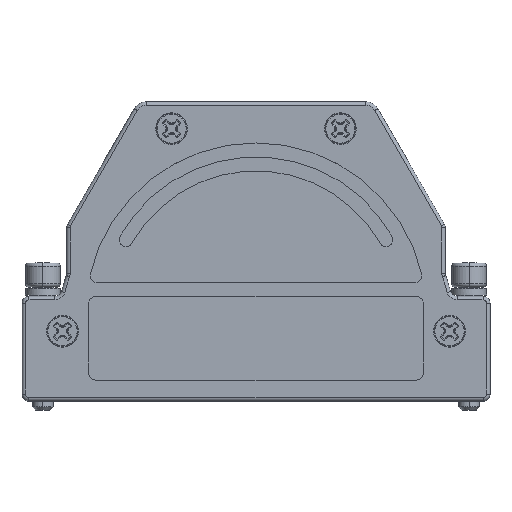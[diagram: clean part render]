
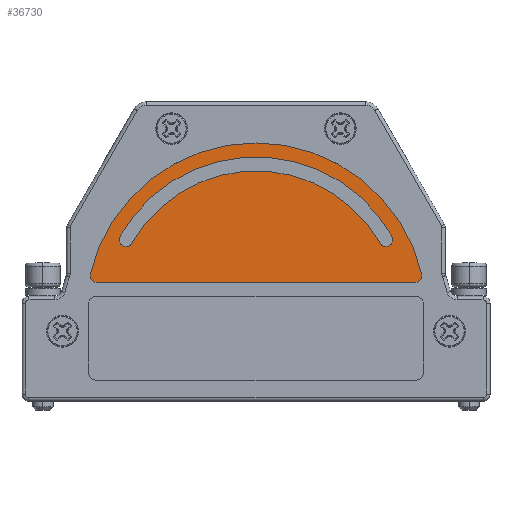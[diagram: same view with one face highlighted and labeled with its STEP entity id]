
A CAD part, top view. The second image highlights one B-rep face of the part: STEP entity #36730.
In plain terms, the highlighted planar face has unit normal (0, 0, 1).
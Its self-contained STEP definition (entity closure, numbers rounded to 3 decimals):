
#35750=CARTESIAN_POINT('',(33.55,21.2,1.4));
#35760=DIRECTION('',(0.,0.,1.));
#35770=DIRECTION('',(1.,0.,0.));
#35780=AXIS2_PLACEMENT_3D('',#35750,#35760,#35770);
#35790=PLANE('',#35780);
#35800=CARTESIAN_POINT('',(33.55,12.6,1.4));
#35810=DIRECTION('',(0.,0.,-1.));
#35820=DIRECTION('',(1.,0.,0.));
#35830=AXIS2_PLACEMENT_3D('',#35800,#35810,#35820);
#35840=CIRCLE('',#35830,20.4);
#35850=CARTESIAN_POINT('',(15.801,22.657,1.4));
#35860=VERTEX_POINT('',#35850);
#35870=CARTESIAN_POINT('',(51.299,22.657,1.4));
#35880=VERTEX_POINT('',#35870);
#35890=EDGE_CURVE('',#35860,#35880,#35840,.T.);
#35900=ORIENTED_EDGE('',*,*,#35890,.F.);
#35910=CARTESIAN_POINT('',(52.169,23.15,1.4));
#35920=DIRECTION('',(0.,0.,-1.));
#35930=DIRECTION('',(-1.,0.,0.));
#35940=AXIS2_PLACEMENT_3D('',#35910,#35920,#35930);
#35950=CIRCLE('',#35940,1.);
#35960=CARTESIAN_POINT('',(52.169,22.15,1.4));
#35970=VERTEX_POINT('',#35960);
#35980=EDGE_CURVE('',#35970,#35880,#35950,.T.);
#35990=ORIENTED_EDGE('',*,*,#35980,.T.);
#36000=CARTESIAN_POINT('',(52.169,23.15,1.4));
#36010=DIRECTION('',(0.,0.,-1.));
#36020=DIRECTION('',(-1.,0.,0.));
#36030=AXIS2_PLACEMENT_3D('',#36000,#36010,#36020);
#36040=CIRCLE('',#36030,1.);
#36050=CARTESIAN_POINT('',(53.039,23.643,1.4));
#36060=VERTEX_POINT('',#36050);
#36070=EDGE_CURVE('',#36060,#35970,#36040,.T.);
#36080=ORIENTED_EDGE('',*,*,#36070,.T.);
#36090=CARTESIAN_POINT('',(33.55,12.6,1.4));
#36100=DIRECTION('',(0.,0.,-1.));
#36110=DIRECTION('',(1.,0.,0.));
#36120=AXIS2_PLACEMENT_3D('',#36090,#36100,#36110);
#36130=CIRCLE('',#36120,22.4);
#36140=CARTESIAN_POINT('',(14.061,23.643,1.4));
#36150=VERTEX_POINT('',#36140);
#36160=EDGE_CURVE('',#36150,#36060,#36130,.T.);
#36170=ORIENTED_EDGE('',*,*,#36160,.T.);
#36180=CARTESIAN_POINT('',(14.931,23.15,1.4));
#36190=DIRECTION('',(0.,0.,-1.));
#36200=DIRECTION('',(-1.,0.,0.));
#36210=AXIS2_PLACEMENT_3D('',#36180,#36190,#36200);
#36220=CIRCLE('',#36210,1.);
#36230=CARTESIAN_POINT('',(14.931,22.15,1.4));
#36240=VERTEX_POINT('',#36230);
#36250=EDGE_CURVE('',#36240,#36150,#36220,.T.);
#36260=ORIENTED_EDGE('',*,*,#36250,.T.);
#36270=CARTESIAN_POINT('',(14.931,23.15,1.4));
#36280=DIRECTION('',(0.,0.,-1.));
#36290=DIRECTION('',(-1.,0.,0.));
#36300=AXIS2_PLACEMENT_3D('',#36270,#36280,#36290);
#36310=CIRCLE('',#36300,1.);
#36320=EDGE_CURVE('',#35860,#36240,#36310,.T.);
#36330=ORIENTED_EDGE('',*,*,#36320,.T.);
#36340=EDGE_LOOP('',(#36330,#36260,#36170,#36080,#35990,#35900));
#36350=FACE_BOUND('',#36340,.T.);
#36360=CARTESIAN_POINT('',(10.782,18.,1.4));
#36370=DIRECTION('',(0.,0.,-1.));
#36380=DIRECTION('',(-1.,0.,0.));
#36390=AXIS2_PLACEMENT_3D('',#36360,#36370,#36380);
#36400=CIRCLE('',#36390,1.);
#36410=CARTESIAN_POINT('',(10.782,17.,1.4));
#36420=VERTEX_POINT('',#36410);
#36430=CARTESIAN_POINT('',(9.809,18.231,1.4));
#36440=VERTEX_POINT('',#36430);
#36450=EDGE_CURVE('',#36420,#36440,#36400,.T.);
#36460=ORIENTED_EDGE('',*,*,#36450,.F.);
#36470=CARTESIAN_POINT('',(33.55,12.6,1.4));
#36480=DIRECTION('',(0.,0.,-1.));
#36490=DIRECTION('',(1.,0.,0.));
#36500=AXIS2_PLACEMENT_3D('',#36470,#36480,#36490);
#36510=CIRCLE('',#36500,24.4);
#36520=CARTESIAN_POINT('',(57.291,18.231,1.4));
#36530=VERTEX_POINT('',#36520);
#36540=EDGE_CURVE('',#36440,#36530,#36510,.T.);
#36550=ORIENTED_EDGE('',*,*,#36540,.F.);
#36560=CARTESIAN_POINT('',(56.318,18.,1.4));
#36570=DIRECTION('',(0.,0.,-1.));
#36580=DIRECTION('',(-1.,0.,0.));
#36590=AXIS2_PLACEMENT_3D('',#36560,#36570,#36580);
#36600=CIRCLE('',#36590,1.);
#36610=CARTESIAN_POINT('',(56.318,17.,1.4));
#36620=VERTEX_POINT('',#36610);
#36630=EDGE_CURVE('',#36530,#36620,#36600,.T.);
#36640=ORIENTED_EDGE('',*,*,#36630,.F.);
#36650=CARTESIAN_POINT('',(9.55,17.,1.4));
#36660=DIRECTION('',(1.,0.,0.));
#36670=VECTOR('',#36660,1.);
#36680=LINE('',#36650,#36670);
#36690=EDGE_CURVE('',#36420,#36620,#36680,.T.);
#36700=ORIENTED_EDGE('',*,*,#36690,.T.);
#36710=EDGE_LOOP('',(#36700,#36640,#36550,#36460));
#36720=FACE_OUTER_BOUND('',#36710,.T.);
#36730=ADVANCED_FACE('',(#36350,#36720),#35790,.T.);
